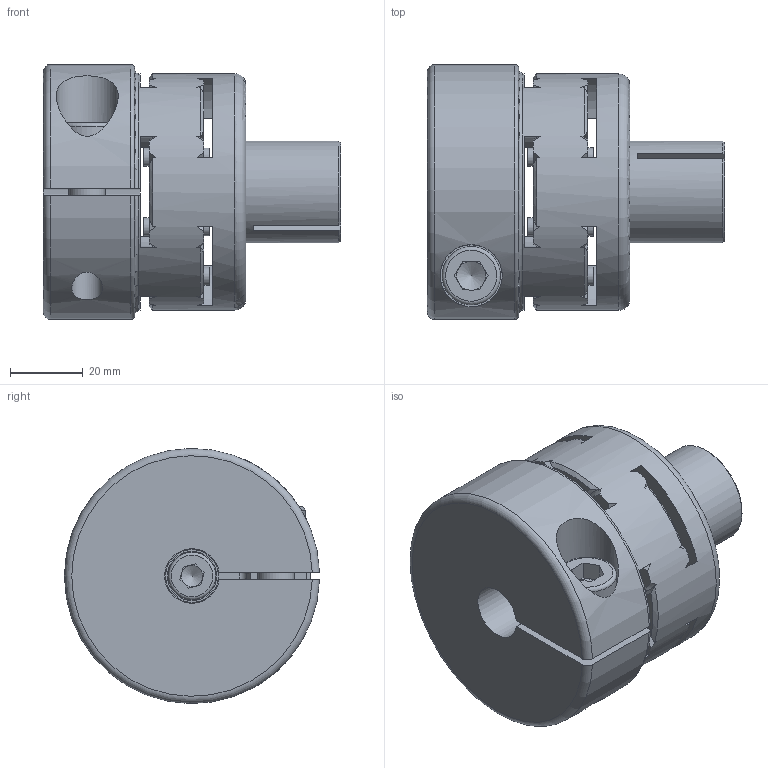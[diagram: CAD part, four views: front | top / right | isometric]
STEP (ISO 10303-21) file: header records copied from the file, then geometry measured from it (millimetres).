
FILE_DESCRIPTION(/* description */ ('Unknown'),/* implementation_level */ '2;1');
FILE_NAME(/* name */ 'EKS 100',/* time_stamp */ '2021-02-22T09:43:30+01:00',/* author */ ('Unknown'),/* organization */ ('Unknown'),/* preprocessor_version */ 'ST-DEVELOPER v16.7',/* originating_system */ 'DEX',/* authorisation */ $);
FILE_SCHEMA (('AUTOMOTIVE_DESIGN {1 0 10303 214 3 1 1}'));
Length unit declared in the file: millimetre
Products named in the file (1): EKS 100
Bounding box: 81.5 x 69.99 x 69.99 mm (x, y, z)
Volume: 179363.1 mm3; surface area: 44623.6 mm2
Topology: 1 solids, 1 shells, 225 faces, 631 edges, 403 vertices
Faces by surface type: cylinder 76, cone 74, plane 67, torus 8
Full cylindrical faces by diameter (mm): 5 x8, 8 x1, 8.5 x1, 8.6 x1, 10 x1, 10.4 x1, 13 x1, 13.5 x1, 14.5 x1, 16 x1, 17 x1, 28 x1, 30 x2, 65 x1
Entity records: 7297 total; most frequent: CARTESIAN_POINT 1676, DIRECTION 1171, ORIENTED_EDGE 1164, EDGE_CURVE 582, AXIS2_PLACEMENT_3D 504, VERTEX_POINT 391, FACE_BOUND 291, EDGE_LOOP 289
